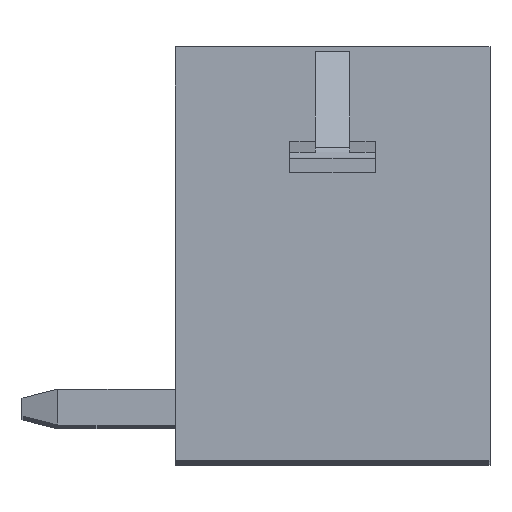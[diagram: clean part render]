
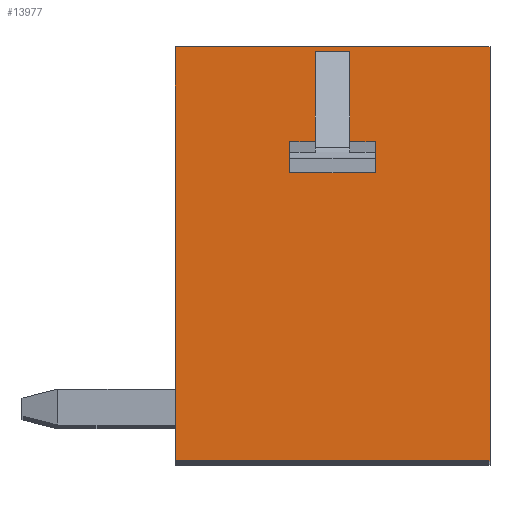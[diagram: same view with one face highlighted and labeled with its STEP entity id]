
A CAD part, top view. The second image highlights one B-rep face of the part: STEP entity #13977.
In plain terms, the highlighted planar face has unit normal (0, 0, 1).
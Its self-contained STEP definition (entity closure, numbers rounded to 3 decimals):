
#2243=DIRECTION('',(1.,0.,0.));
#2244=VECTOR('',#2243,7.);
#2245=CARTESIAN_POINT('',(-3.6,-3.853,0.));
#2246=LINE('',#2245,#2244);
#2247=DIRECTION('',(0.,-1.,0.));
#2248=VECTOR('',#2247,9.2);
#2249=CARTESIAN_POINT('',(-3.6,5.347,0.));
#2250=LINE('',#2249,#2248);
#2251=DIRECTION('',(-1.,0.,0.));
#2252=VECTOR('',#2251,7.);
#2253=CARTESIAN_POINT('',(3.4,5.347,0.));
#2254=LINE('',#2253,#2252);
#2255=DIRECTION('',(0.,1.,0.));
#2256=VECTOR('',#2255,9.2);
#2257=CARTESIAN_POINT('',(3.4,-3.853,0.));
#2258=LINE('',#2257,#2256);
#2259=DIRECTION('',(0.,1.,0.));
#2260=VECTOR('',#2259,0.495);
#2261=CARTESIAN_POINT('',(0.85,2.747,0.));
#2262=LINE('',#2261,#2260);
#2263=DIRECTION('',(-1.,0.,0.));
#2264=VECTOR('',#2263,0.76);
#2265=CARTESIAN_POINT('',(0.28,5.244,0.));
#2266=LINE('',#2265,#2264);
#2267=DIRECTION('',(1.,0.,0.));
#2268=VECTOR('',#2267,0.57);
#2269=CARTESIAN_POINT('',(-1.05,3.242,0.));
#2270=LINE('',#2269,#2268);
#2271=DIRECTION('',(0.,1.,0.));
#2272=VECTOR('',#2271,0.495);
#2273=CARTESIAN_POINT('',(-1.05,2.747,0.));
#2274=LINE('',#2273,#2272);
#2275=DIRECTION('',(-1.,0.,0.));
#2276=VECTOR('',#2275,1.9);
#2277=CARTESIAN_POINT('',(0.85,2.747,0.));
#2278=LINE('',#2277,#2276);
#2300=DIRECTION('',(-1.,0.,0.));
#2301=VECTOR('',#2300,0.57);
#2302=CARTESIAN_POINT('',(0.85,3.242,0.));
#2303=LINE('',#2302,#2301);
#2304=DIRECTION('',(0.,-1.,0.));
#2305=VECTOR('',#2304,2.002);
#2306=CARTESIAN_POINT('',(0.28,5.244,0.));
#2307=LINE('',#2306,#2305);
#2371=DIRECTION('',(0.,1.,0.));
#2372=VECTOR('',#2371,2.002);
#2373=CARTESIAN_POINT('',(-0.48,3.242,0.));
#2374=LINE('',#2373,#2372);
#9297=CARTESIAN_POINT('',(-3.6,-3.853,0.));
#9298=CARTESIAN_POINT('',(3.4,-3.853,0.));
#9299=VERTEX_POINT('',#9297);
#9300=VERTEX_POINT('',#9298);
#9301=CARTESIAN_POINT('',(3.4,5.347,0.));
#9302=VERTEX_POINT('',#9301);
#9303=CARTESIAN_POINT('',(-3.6,5.347,0.));
#9304=VERTEX_POINT('',#9303);
#10260=CARTESIAN_POINT('',(0.85,2.747,0.));
#10261=VERTEX_POINT('',#10260);
#10262=CARTESIAN_POINT('',(-1.05,2.747,0.));
#10263=VERTEX_POINT('',#10262);
#10265=CARTESIAN_POINT('',(-0.48,3.242,0.));
#10267=VERTEX_POINT('',#10265);
#10268=CARTESIAN_POINT('',(-0.48,5.244,0.));
#10269=VERTEX_POINT('',#10268);
#10270=CARTESIAN_POINT('',(-1.05,3.242,0.));
#10271=VERTEX_POINT('',#10270);
#10276=CARTESIAN_POINT('',(0.28,5.244,0.));
#10277=CARTESIAN_POINT('',(0.28,3.242,0.));
#10278=VERTEX_POINT('',#10276);
#10279=VERTEX_POINT('',#10277);
#10282=CARTESIAN_POINT('',(0.85,3.242,0.));
#10283=VERTEX_POINT('',#10282);
#13948=CARTESIAN_POINT('',(0.,0.,0.));
#13949=DIRECTION('',(0.,0.,1.));
#13950=DIRECTION('',(1.,0.,0.));
#13951=AXIS2_PLACEMENT_3D('',#13948,#13949,#13950);
#13952=PLANE('',#13951);
#13953=ORIENTED_EDGE('',*,*,#13540,.F.);
#13954=ORIENTED_EDGE('',*,*,#13242,.F.);
#13955=ORIENTED_EDGE('',*,*,#12408,.F.);
#13956=ORIENTED_EDGE('',*,*,#13638,.F.);
#13957=EDGE_LOOP('',(#13953,#13954,#13955,#13956));
#13958=FACE_OUTER_BOUND('',#13957,.F.);
#13960=ORIENTED_EDGE('',*,*,#13959,.T.);
#13962=ORIENTED_EDGE('',*,*,#13961,.T.);
#13964=ORIENTED_EDGE('',*,*,#13963,.F.);
#13966=ORIENTED_EDGE('',*,*,#13965,.T.);
#13968=ORIENTED_EDGE('',*,*,#13967,.F.);
#13970=ORIENTED_EDGE('',*,*,#13969,.F.);
#13972=ORIENTED_EDGE('',*,*,#13971,.F.);
#13974=ORIENTED_EDGE('',*,*,#13973,.F.);
#13975=EDGE_LOOP('',(#13960,#13962,#13964,#13966,#13968,#13970,#13972,#13974));
#13976=FACE_BOUND('',#13975,.F.);
#12408=EDGE_CURVE('',#9302,#9304,#2254,.T.);
#13242=EDGE_CURVE('',#9304,#9299,#2250,.T.);
#13540=EDGE_CURVE('',#9299,#9300,#2246,.T.);
#13638=EDGE_CURVE('',#9300,#9302,#2258,.T.);
#13959=EDGE_CURVE('',#10261,#10283,#2262,.T.);
#13961=EDGE_CURVE('',#10283,#10279,#2303,.T.);
#13963=EDGE_CURVE('',#10278,#10279,#2307,.T.);
#13965=EDGE_CURVE('',#10278,#10269,#2266,.T.);
#13967=EDGE_CURVE('',#10267,#10269,#2374,.T.);
#13969=EDGE_CURVE('',#10271,#10267,#2270,.T.);
#13971=EDGE_CURVE('',#10263,#10271,#2274,.T.);
#13973=EDGE_CURVE('',#10261,#10263,#2278,.T.);
#13977=ADVANCED_FACE('',(#13958,#13976),#13952,.T.);
